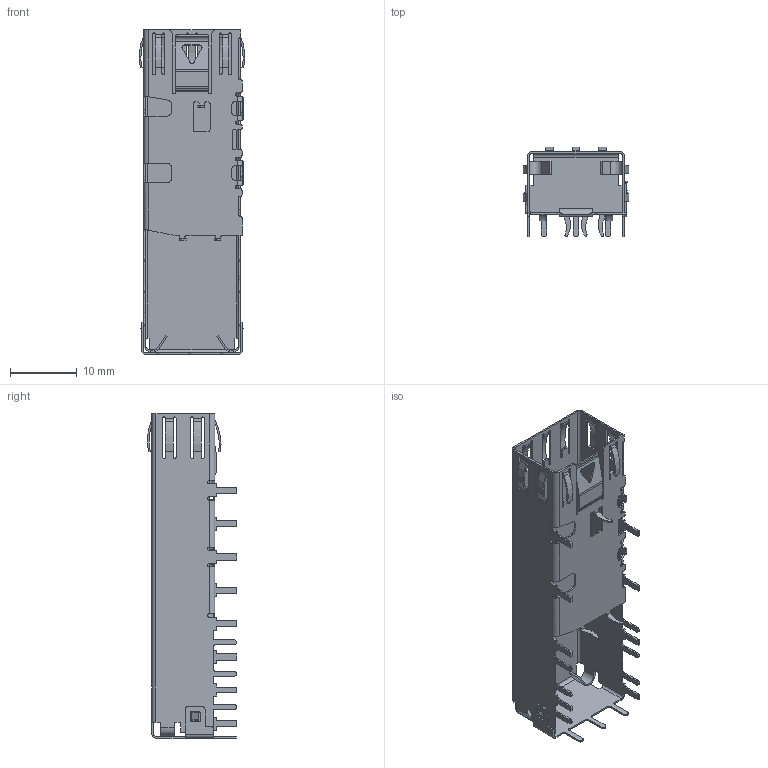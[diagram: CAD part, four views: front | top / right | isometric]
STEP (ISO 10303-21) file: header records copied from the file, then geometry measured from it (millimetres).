
FILE_DESCRIPTION((''),'2;1');
FILE_NAME('C-2227023-1','2014-06-20T',('workeradm'),('Tyco Electronics Ltd.'),'PRO/ENGINEER BY PARAMETRIC TECHNOLOGY CORPORATION, 2013050','PRO/ENGINEER BY PARAMETRIC TECHNOLOGY CORPORATION, 2013050','');
FILE_SCHEMA(('AUTOMOTIVE_DESIGN { 1 0 10303 214 1 1 1 1 }'));
Length unit declared in the file: millimetre
Products named in the file (1): C-2227023-1
Bounding box: 15.81 x 13.35 x 48.7 mm (x, y, z)
Volume: 538.3 mm3; surface area: 4432 mm2
Topology: 1 solids, 1 shells, 633 faces, 1929 edges, 1280 vertices
Faces by surface type: plane 346, cylinder 287
Entity records: 22196 total; most frequent: CARTESIAN_POINT 4098, ORIENTED_EDGE 3858, DIRECTION 3765, EDGE_CURVE 1929, VECTOR 1345, LINE 1345, VERTEX_POINT 1280, AXIS2_PLACEMENT_3D 1210
